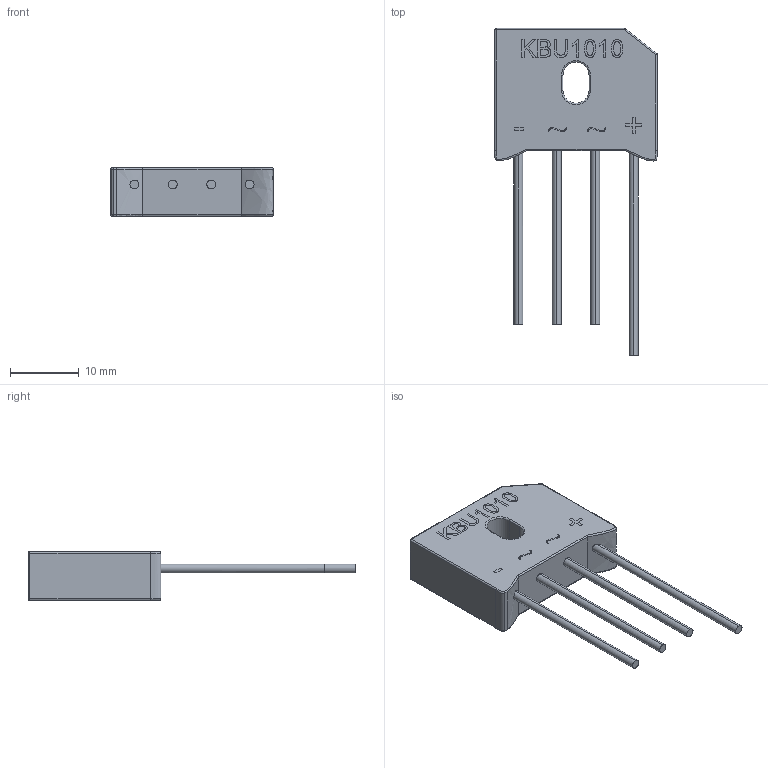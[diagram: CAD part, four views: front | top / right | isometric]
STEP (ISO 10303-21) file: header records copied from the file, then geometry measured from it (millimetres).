
FILE_DESCRIPTION (( 'STEP AP214' ), '1' );
FILE_NAME ('F339A3E0-951A-4A8B-9089-B3BED14418D6.STEP', '2008-06-06T16:13:07', ( 'sysAdmin' ), ( 'SolidWorks' ), 'SwSTEP 2.0', 'SolidWorks 2008', '' );
FILE_SCHEMA (( 'AUTOMOTIVE_DESIGN' ));
Length unit declared in the file: millimetre
Products named in the file (1): F339A3E0-951A-4A8B-9089-B3BED14418D6
Bounding box: 23.71 x 47.7 x 7.1 mm (x, y, z)
Volume: 2996 mm3; surface area: 1926 mm2
Topology: 1 solids, 1 shells, 194 faces, 481 edges, 304 vertices
Faces by surface type: plane 86, bspline 63, cylinder 31, torus 8, sphere 6
Entity records: 11161 total; most frequent: CARTESIAN_POINT 4839, ORIENTED_EDGE 954, DIRECTION 671, EDGE_CURVE 477, VERTEX_POINT 304, VECTOR 283, LINE 283, EDGE_LOOP 215
